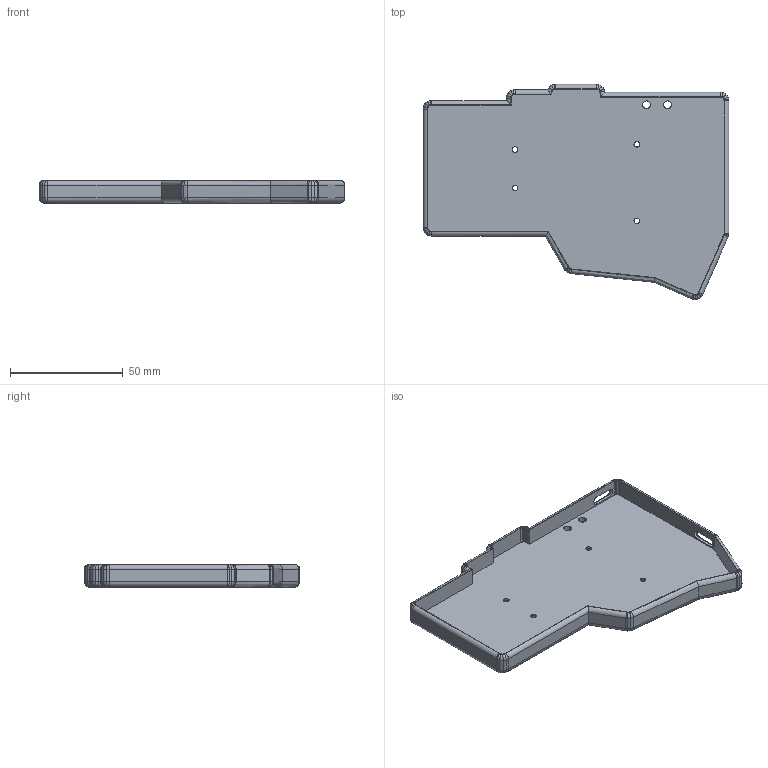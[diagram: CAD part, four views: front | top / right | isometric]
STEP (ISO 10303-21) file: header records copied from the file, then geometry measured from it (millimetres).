
FILE_DESCRIPTION(/* description */ (''),/* implementation_level */ '2;1');
FILE_NAME(/* name */ 'final_choc_corne_v4_tray_left.step',/* time_stamp */ '2024-07-19T09:15:20-05:00',/* author */ (''),/* organization */ (''),/* preprocessor_version */ 'ST-DEVELOPER v20',/* originating_system */ 'Autodesk Translation Framework v13.14.0.145',/* authorisation */ '');
FILE_SCHEMA (('AUTOMOTIVE_DESIGN { 1 0 10303 214 3 1 1 }'));
Length unit declared in the file: millimetre
Products named in the file (1): choc_corne_v4_tray
Bounding box: 135.75 x 95.49 x 10 mm (x, y, z)
Volume: 27663.7 mm3; surface area: 26917.8 mm2
Topology: 1 solids, 1 shells, 283 faces, 704 edges, 426 vertices
Faces by surface type: bspline 217, plane 31, cylinder 30, torus 5
Full cylindrical faces by diameter (mm): 10 x4
Entity records: 18822 total; most frequent: CARTESIAN_POINT 13471, ORIENTED_EDGE 1408, EDGE_CURVE 704, DIRECTION 546, VERTEX_POINT 426, B_SPLINE_CURVE_WITH_KNOTS 367, EDGE_LOOP 302, FACE_OUTER_BOUND 283
